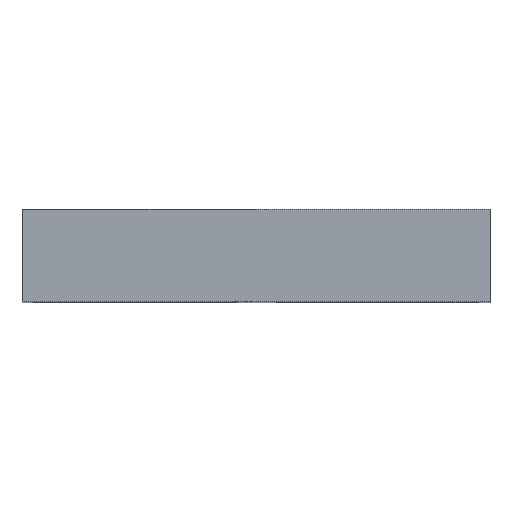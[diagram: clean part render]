
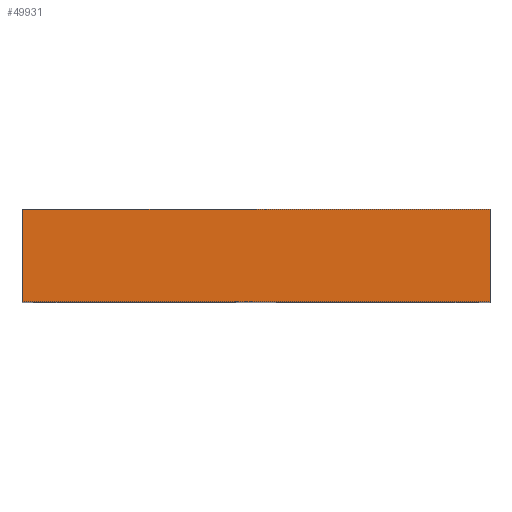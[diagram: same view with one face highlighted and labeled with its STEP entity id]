
A CAD part, top view. The second image highlights one B-rep face of the part: STEP entity #49931.
In plain terms, the highlighted planar face has unit normal (0, 0, 1).
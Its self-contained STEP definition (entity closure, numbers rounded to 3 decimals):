
#1835=PLANE('',#52885);
#3561=FACE_OUTER_BOUND('',#6743,.T.);
#6743=EDGE_LOOP('',(#35511,#35512,#35513,#35514));
#9930=LINE('',#71124,#16022);
#11135=LINE('',#73684,#17227);
#11136=LINE('',#73686,#17228);
#11137=LINE('',#73687,#17229);
#16022=VECTOR('',#56858,10.);
#17227=VECTOR('',#58315,10.);
#17228=VECTOR('',#58316,10.);
#17229=VECTOR('',#58317,10.);
#22263=VERTEX_POINT('',#71121);
#22264=VERTEX_POINT('',#71123);
#23493=VERTEX_POINT('',#73683);
#23494=VERTEX_POINT('',#73685);
#26784=EDGE_CURVE('',#22263,#22264,#9930,.T.);
#28065=EDGE_CURVE('',#23493,#22263,#11135,.T.);
#28066=EDGE_CURVE('',#23494,#23493,#11136,.T.);
#28067=EDGE_CURVE('',#22264,#23494,#11137,.T.);
#35511=ORIENTED_EDGE('',*,*,#26784,.F.);
#35512=ORIENTED_EDGE('',*,*,#28065,.F.);
#35513=ORIENTED_EDGE('',*,*,#28066,.F.);
#35514=ORIENTED_EDGE('',*,*,#28067,.F.);
#49931=ADVANCED_FACE('',(#3561),#1835,.F.);
#52885=AXIS2_PLACEMENT_3D('',#73682,#58313,#58314);
#56858=DIRECTION('',(1.,0.,0.));
#58313=DIRECTION('center_axis',(0.,0.,-1.));
#58314=DIRECTION('ref_axis',(1.,0.,0.));
#58315=DIRECTION('',(0.,1.,0.));
#58316=DIRECTION('',(-1.,0.,0.));
#58317=DIRECTION('',(0.,-1.,0.));
#71121=CARTESIAN_POINT('',(-21.,8.3,39.83));
#71123=CARTESIAN_POINT('',(21.,8.3,39.83));
#71124=CARTESIAN_POINT('',(-10.5,8.3,39.83));
#73682=CARTESIAN_POINT('Origin',(-21.,8.3,39.83));
#73683=CARTESIAN_POINT('',(-21.,0.,39.83));
#73684=CARTESIAN_POINT('',(-21.,4.15,39.83));
#73685=CARTESIAN_POINT('',(21.,0.,39.83));
#73686=CARTESIAN_POINT('',(-10.5,0.,39.83));
#73687=CARTESIAN_POINT('',(21.,4.15,39.83));
